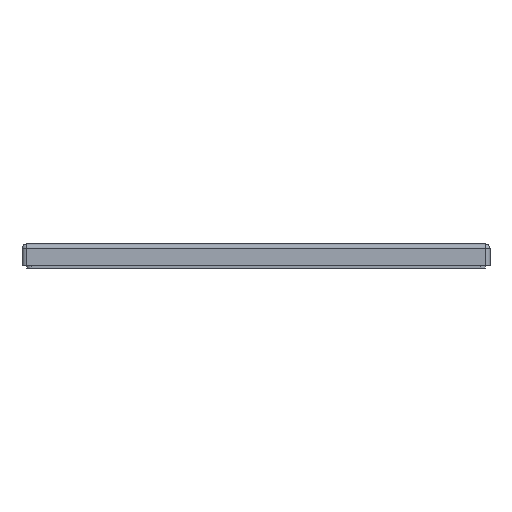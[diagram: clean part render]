
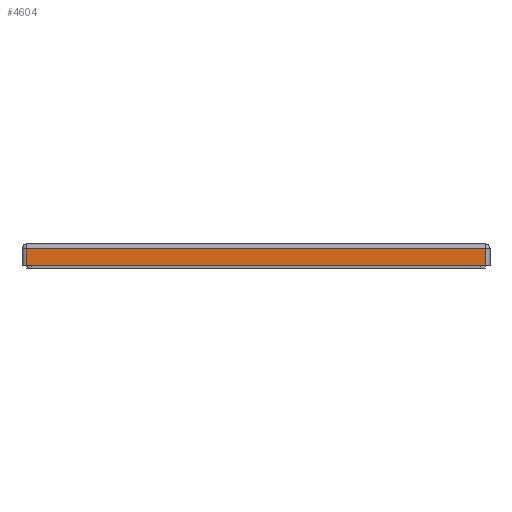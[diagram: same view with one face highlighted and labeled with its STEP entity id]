
A CAD part, left-side view. The second image highlights one B-rep face of the part: STEP entity #4604.
In plain terms, the highlighted planar face has unit normal (-1, 0, 0).
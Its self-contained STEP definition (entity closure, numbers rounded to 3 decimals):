
#422=FACE_OUTER_BOUND('',#701,.T.);
#701=EDGE_LOOP('',(#4168,#4169,#4170,#4171));
#1217=LINE('',#7286,#1779);
#1256=LINE('',#7401,#1818);
#1264=LINE('',#7435,#1826);
#1265=LINE('',#7440,#1827);
#1779=VECTOR('',#5962,10.);
#1818=VECTOR('',#6079,10.);
#1826=VECTOR('',#6127,10.);
#1827=VECTOR('',#6136,10.);
#2201=VERTEX_POINT('',#7283);
#2202=VERTEX_POINT('',#7285);
#2239=VERTEX_POINT('',#7400);
#2245=VERTEX_POINT('',#7433);
#2812=EDGE_CURVE('',#2201,#2202,#1217,.T.);
#2870=EDGE_CURVE('',#2202,#2239,#1256,.T.);
#2888=EDGE_CURVE('',#2245,#2201,#1264,.T.);
#2890=EDGE_CURVE('',#2245,#2239,#1265,.T.);
#4168=ORIENTED_EDGE('',*,*,#2870,.F.);
#4169=ORIENTED_EDGE('',*,*,#2812,.F.);
#4170=ORIENTED_EDGE('',*,*,#2888,.F.);
#4171=ORIENTED_EDGE('',*,*,#2890,.T.);
#4372=PLANE('',#4937);
#4604=ADVANCED_FACE('',(#422),#4372,.T.);
#4937=AXIS2_PLACEMENT_3D('',#7439,#6134,#6135);
#5962=DIRECTION('',(0.,1.,0.));
#6079=DIRECTION('',(0.,0.,1.));
#6127=DIRECTION('',(0.,0.,-1.));
#6134=DIRECTION('center_axis',(-1.,0.,0.));
#6135=DIRECTION('ref_axis',(0.,0.,1.));
#6136=DIRECTION('',(0.,1.,0.));
#7283=CARTESIAN_POINT('',(-3.5,-2.5,0.));
#7285=CARTESIAN_POINT('',(-3.5,102.5,0.));
#7286=CARTESIAN_POINT('',(-3.5,-3.5,0.));
#7400=CARTESIAN_POINT('',(-3.5,102.5,4.));
#7401=CARTESIAN_POINT('',(-3.5,102.5,1.25));
#7433=CARTESIAN_POINT('',(-3.5,-2.5,4.));
#7435=CARTESIAN_POINT('',(-3.5,-2.5,1.25));
#7439=CARTESIAN_POINT('Origin',(-3.5,-3.5,0.));
#7440=CARTESIAN_POINT('',(-3.5,-3.5,4.));
